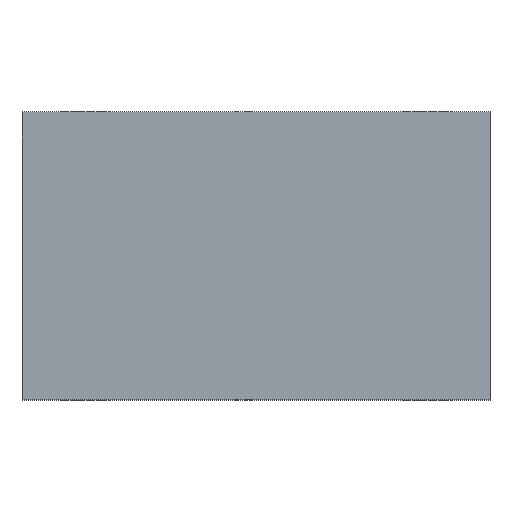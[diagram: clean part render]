
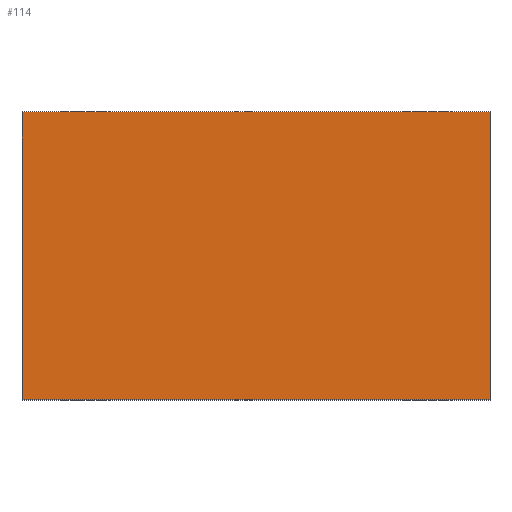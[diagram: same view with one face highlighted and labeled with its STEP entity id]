
A CAD part, top view. The second image highlights one B-rep face of the part: STEP entity #114.
In plain terms, the highlighted planar face has unit normal (0, 0, 1).
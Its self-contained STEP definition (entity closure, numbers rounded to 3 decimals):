
#9 = CARTESIAN_POINT ( 'NONE',  ( 0., 40., 14. ) ) ;
#12 = CARTESIAN_POINT ( 'NONE',  ( 0., 0., 14. ) ) ;
#13 = DIRECTION ( 'NONE',  ( 1., 0., 0. ) ) ;
#27 = CARTESIAN_POINT ( 'NONE',  ( 0., 0., 14. ) ) ;
#46 = VERTEX_POINT ( 'NONE', #298 ) ;
#53 = LINE ( 'NONE', #242, #285 ) ;
#58 = PLANE ( 'NONE',  #185 ) ;
#74 = FACE_OUTER_BOUND ( 'NONE', #210, .T. ) ;
#82 = LINE ( 'NONE', #12, #139 ) ;
#95 = CARTESIAN_POINT ( 'NONE',  ( 0., 40., 14. ) ) ;
#96 = ORIENTED_EDGE ( 'NONE', *, *, #187, .T. ) ;
#99 = CARTESIAN_POINT ( 'NONE',  ( 0., 0., 14. ) ) ;
#103 = EDGE_CURVE ( 'NONE', #274, #46, #53, .T. ) ;
#113 = LINE ( 'NONE', #95, #216 ) ;
#114 = ADVANCED_FACE ( 'NONE', ( #74 ), #58, .F. ) ;
#125 = DIRECTION ( 'NONE',  ( 0., -1., 0. ) ) ;
#131 = CARTESIAN_POINT ( 'NONE',  ( 65., 0., 14. ) ) ;
#134 = ORIENTED_EDGE ( 'NONE', *, *, #168, .T. ) ;
#139 = VECTOR ( 'NONE', #13, 1000. ) ;
#140 = CARTESIAN_POINT ( 'NONE',  ( 0., 0., 14. ) ) ;
#141 = ORIENTED_EDGE ( 'NONE', *, *, #330, .T. ) ;
#154 = VERTEX_POINT ( 'NONE', #140 ) ;
#168 = EDGE_CURVE ( 'NONE', #46, #172, #113, .T. ) ;
#172 = VERTEX_POINT ( 'NONE', #9 ) ;
#185 = AXIS2_PLACEMENT_3D ( 'NONE', #27, #225, #246 ) ;
#186 = ORIENTED_EDGE ( 'NONE', *, *, #103, .T. ) ;
#187 = EDGE_CURVE ( 'NONE', #172, #154, #269, .T. ) ;
#210 = EDGE_LOOP ( 'NONE', ( #96, #141, #186, #134 ) ) ;
#216 = VECTOR ( 'NONE', #232, 1000. ) ;
#225 = DIRECTION ( 'NONE',  ( 0., 0., -1. ) ) ;
#232 = DIRECTION ( 'NONE',  ( -1., 0., 0. ) ) ;
#242 = CARTESIAN_POINT ( 'NONE',  ( 65., 0., 14. ) ) ;
#246 = DIRECTION ( 'NONE',  ( -1., 0., 0. ) ) ;
#262 = VECTOR ( 'NONE', #125, 1000. ) ;
#269 = LINE ( 'NONE', #99, #262 ) ;
#274 = VERTEX_POINT ( 'NONE', #131 ) ;
#285 = VECTOR ( 'NONE', #302, 1000. ) ;
#298 = CARTESIAN_POINT ( 'NONE',  ( 65., 40., 14. ) ) ;
#302 = DIRECTION ( 'NONE',  ( 0., 1., 0. ) ) ;
#330 = EDGE_CURVE ( 'NONE', #154, #274, #82, .T. ) ;
